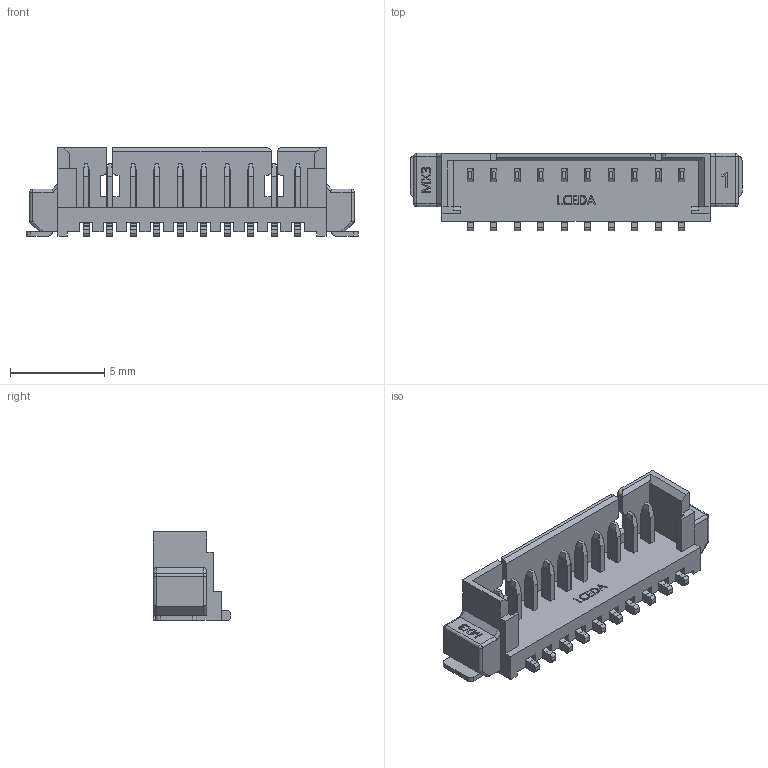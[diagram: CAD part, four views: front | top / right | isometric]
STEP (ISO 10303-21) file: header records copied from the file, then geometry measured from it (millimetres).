
FILE_DESCRIPTION (( 'STEP AP214' ), '1' );
FILE_NAME ('CONN-SMD_MX1.25-LS-10P.step', '2022-08-08T03:14:10', ( '' ), ( '' ), 'SwSTEP 2.0', 'SolidWorks 2020', '' );
FILE_SCHEMA (( 'AUTOMOTIVE_DESIGN' ));
Length unit declared in the file: millimetre
Products named in the file (1): CONN-SMD_MX1.25-LS-10P
Bounding box: 17.65 x 4.1 x 4.7 mm (x, y, z)
Volume: 110.6 mm3; surface area: 442.9 mm2
Topology: 14 solids, 14 shells, 945 faces, 2588 edges, 1698 vertices
Faces by surface type: plane 573, cylinder 232, bspline 136, sphere 4
Entity records: 42250 total; most frequent: CARTESIAN_POINT 9000, ORIENTED_EDGE 5168, DIRECTION 3990, EDGE_CURVE 2584, LINE 1886, VECTOR 1886, VERTEX_POINT 1698, AXIS2_PLACEMENT_3D 1052
